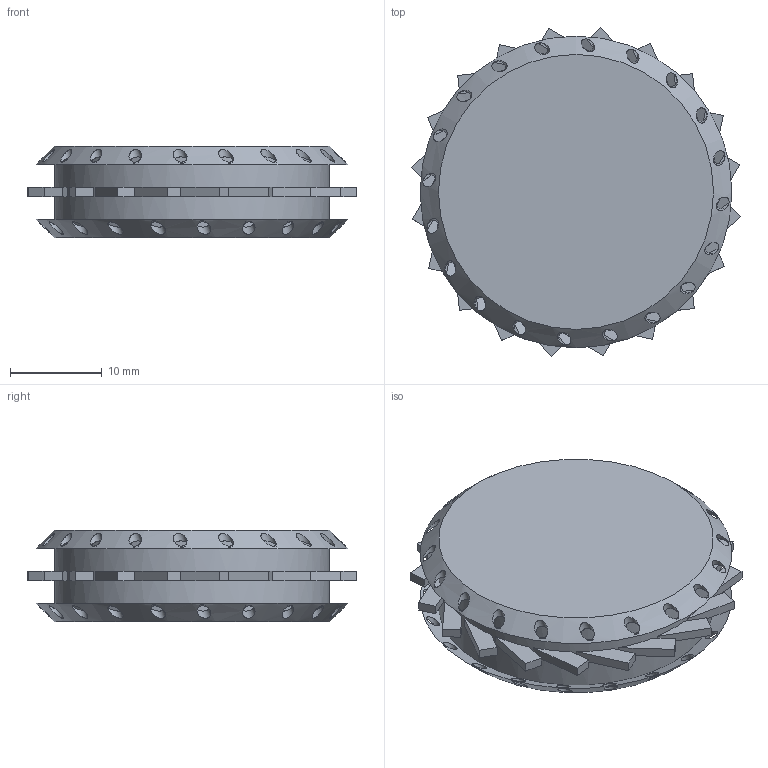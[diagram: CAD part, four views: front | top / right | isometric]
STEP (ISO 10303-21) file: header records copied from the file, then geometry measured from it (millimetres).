
FILE_DESCRIPTION(('Open CASCADE Model'),'2;1');
FILE_NAME('Open CASCADE Shape Model','2026-04-09T02:51:50',('Author'),( 'Open CASCADE'),'Open CASCADE STEP processor 7.9','Open CASCADE 7.9' ,'Unknown');
FILE_SCHEMA(('AUTOMOTIVE_DESIGN { 1 0 10303 214 1 1 1 1 }'));
Products named in the file (1): COMPOUND
Bounding box: 35.82 x 35.82 x 10 mm (x, y, z)
Volume: 7399 mm3; surface area: 3567 mm2
Topology: 1 solids, 1 shells, 147 faces, 376 edges, 250 vertices
Faces by surface type: plane 102, cylinder 41, cone 4
Full cylindrical faces by diameter (mm): 1.4 x40, 30 x1
Entity records: 41593 total; most frequent: CARTESIAN_POINT 33536, DIRECTION 1149, ORIENTED_EDGE 752, PCURVE 752, DEFINITIONAL_REPRESENTATION 752, LINE 710, VECTOR 710, EDGE_CURVE 376
